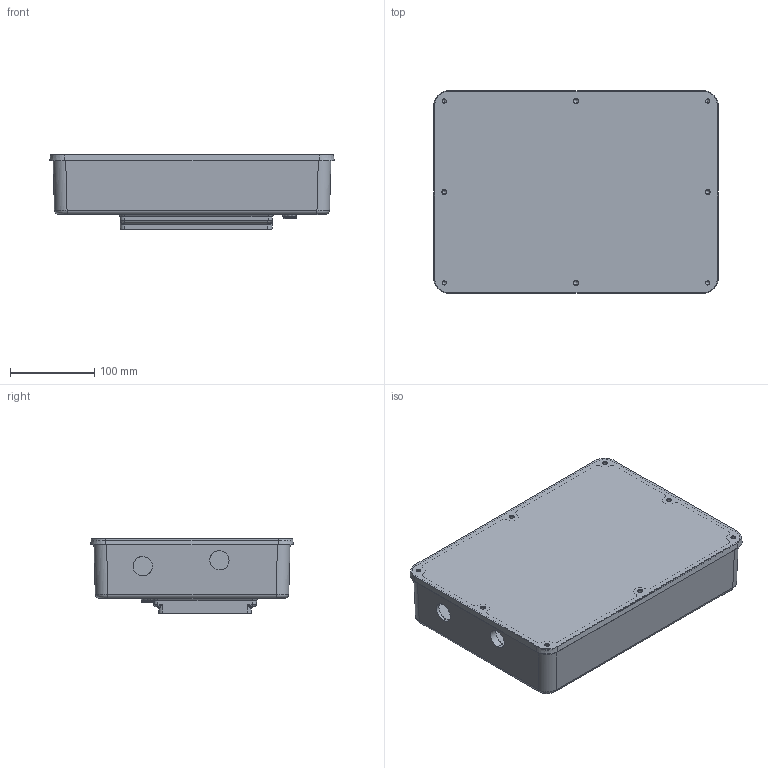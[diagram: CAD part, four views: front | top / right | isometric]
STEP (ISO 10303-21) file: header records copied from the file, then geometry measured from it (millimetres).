
FILE_DESCRIPTION (( 'STEP AP214' ), '1' );
FILE_NAME ('MTAF2-JBOX-210 coord.STEP', '2020-07-08T15:04:22', ( '' ), ( '' ), 'SwSTEP 2.0', 'SolidWorks 2017', '' );
FILE_SCHEMA (( 'AUTOMOTIVE_DESIGN' ));
Length unit declared in the file: inch
Products named in the file (1): MTAF2-JBOX-210 coord
Bounding box: 338 x 241 x 88.5 mm (x, y, z)
Volume: 954438.9 mm3; surface area: 477405.8 mm2
Topology: 2 solids, 2 shells, 577 faces, 1399 edges, 806 vertices
Faces by surface type: bspline 230, cylinder 159, cone 106, plane 82
Entity records: 26672 total; most frequent: CARTESIAN_POINT 14810, ORIENTED_EDGE 2722, DIRECTION 2134, EDGE_CURVE 1361, AXIS2_PLACEMENT_3D 857, VERTEX_POINT 806, EDGE_LOOP 631, ADVANCED_FACE 577
